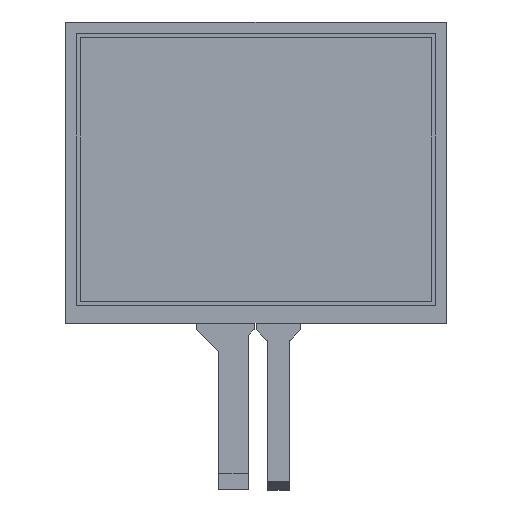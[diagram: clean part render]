
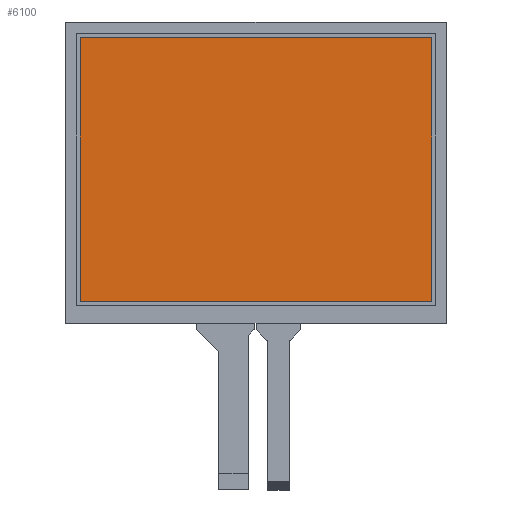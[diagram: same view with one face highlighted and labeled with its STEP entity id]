
A CAD part, top view. The second image highlights one B-rep face of the part: STEP entity #6100.
In plain terms, the highlighted planar face has unit normal (0, 0, 1).
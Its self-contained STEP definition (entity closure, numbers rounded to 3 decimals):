
#330=PLANE('',#6438);
#624=FACE_OUTER_BOUND('',#922,.T.);
#922=EDGE_LOOP('',(#5788,#5789,#5790,#5791));
#1728=LINE('',#9580,#2568);
#1732=LINE('',#9588,#2572);
#1735=LINE('',#9594,#2575);
#1738=LINE('',#9599,#2578);
#2568=VECTOR('',#7852,10.);
#2572=VECTOR('',#7858,10.);
#2575=VECTOR('',#7863,10.);
#2578=VECTOR('',#7868,10.);
#3180=VERTEX_POINT('',#9578);
#3181=VERTEX_POINT('',#9579);
#3184=VERTEX_POINT('',#9587);
#3186=VERTEX_POINT('',#9593);
#4032=EDGE_CURVE('',#3180,#3181,#1728,.T.);
#4036=EDGE_CURVE('',#3184,#3180,#1732,.T.);
#4039=EDGE_CURVE('',#3186,#3184,#1735,.T.);
#4042=EDGE_CURVE('',#3181,#3186,#1738,.T.);
#5788=ORIENTED_EDGE('',*,*,#4032,.T.);
#5789=ORIENTED_EDGE('',*,*,#4042,.T.);
#5790=ORIENTED_EDGE('',*,*,#4039,.T.);
#5791=ORIENTED_EDGE('',*,*,#4036,.T.);
#6100=ADVANCED_FACE('',(#624),#330,.T.);
#6438=AXIS2_PLACEMENT_3D('',#9651,#7914,#7915);
#7852=DIRECTION('',(1.,0.,0.));
#7858=DIRECTION('',(0.,-1.,0.));
#7863=DIRECTION('',(-1.,0.,0.));
#7868=DIRECTION('',(0.,1.,0.));
#7914=DIRECTION('center_axis',(0.,0.,1.));
#7915=DIRECTION('ref_axis',(1.,0.,0.));
#9578=CARTESIAN_POINT('',(-105.6,-79.2,0.));
#9579=CARTESIAN_POINT('',(105.6,-79.2,0.));
#9580=CARTESIAN_POINT('',(-52.8,-79.2,0.));
#9587=CARTESIAN_POINT('',(-105.6,79.2,0.));
#9588=CARTESIAN_POINT('',(-105.6,38.675,0.));
#9593=CARTESIAN_POINT('',(105.6,79.2,0.));
#9594=CARTESIAN_POINT('',(52.8,79.2,0.));
#9599=CARTESIAN_POINT('',(105.6,-40.525,0.));
#9651=CARTESIAN_POINT('Origin',(0.,-1.85,
0.));
